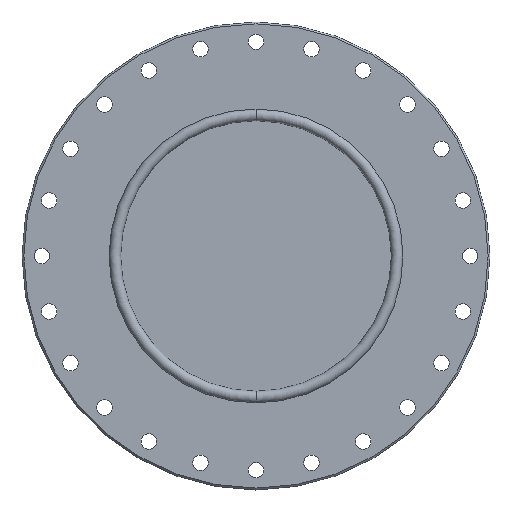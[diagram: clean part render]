
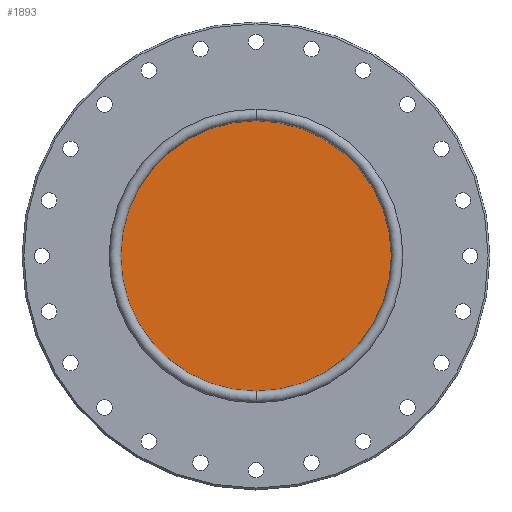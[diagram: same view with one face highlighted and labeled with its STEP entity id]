
A CAD part, top view. The second image highlights one B-rep face of the part: STEP entity #1893.
In plain terms, the highlighted planar face has unit normal (0, 0, 1).
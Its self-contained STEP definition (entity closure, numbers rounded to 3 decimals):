
#16 = DIRECTION ( 'NONE',  ( -1., 0., 0. ) ) ;
#308 = CIRCLE ( 'NONE', #3387, 73.2 ) ;
#1067 = CARTESIAN_POINT ( 'NONE',  ( -73.2, 0., 10.8 ) ) ;
#1593 = CARTESIAN_POINT ( 'NONE',  ( 73.2, 0., 10.8 ) ) ;
#1699 = CARTESIAN_POINT ( 'NONE',  ( 0., 0., 10.8 ) ) ;
#1761 = CARTESIAN_POINT ( 'NONE',  ( 0., 0., 10.8 ) ) ;
#1893 = ADVANCED_FACE ( 'NONE', ( #4287 ), #3662, .F. ) ;
#2100 = DIRECTION ( 'NONE',  ( -1., 0., 0. ) ) ;
#2146 = VERTEX_POINT ( 'NONE', #1067 ) ;
#2153 = DIRECTION ( 'NONE',  ( -1., 0., 0. ) ) ;
#2375 = DIRECTION ( 'NONE',  ( 0., 0., -1. ) ) ;
#2409 = VERTEX_POINT ( 'NONE', #1593 ) ;
#2436 = AXIS2_PLACEMENT_3D ( 'NONE', #4770, #2375, #16 ) ;
#2840 = ORIENTED_EDGE ( 'NONE', *, *, #5059, .F. ) ;
#2981 = EDGE_LOOP ( 'NONE', ( #3583, #2840 ) ) ;
#3387 = AXIS2_PLACEMENT_3D ( 'NONE', #1761, #4551, #2153 ) ;
#3529 = CIRCLE ( 'NONE', #2436, 73.2 ) ;
#3583 = ORIENTED_EDGE ( 'NONE', *, *, #3635, .F. ) ;
#3635 = EDGE_CURVE ( 'NONE', #2146, #2409, #3529, .T. ) ;
#3662 = PLANE ( 'NONE',  #4490 ) ;
#4287 = FACE_OUTER_BOUND ( 'NONE', #2981, .T. ) ;
#4490 = AXIS2_PLACEMENT_3D ( 'NONE', #1699, #4493, #2100 ) ;
#4493 = DIRECTION ( 'NONE',  ( 0., 0., -1. ) ) ;
#4551 = DIRECTION ( 'NONE',  ( 0., 0., -1. ) ) ;
#4770 = CARTESIAN_POINT ( 'NONE',  ( 0., 0., 10.8 ) ) ;
#5059 = EDGE_CURVE ( 'NONE', #2409, #2146, #308, .T. ) ;
